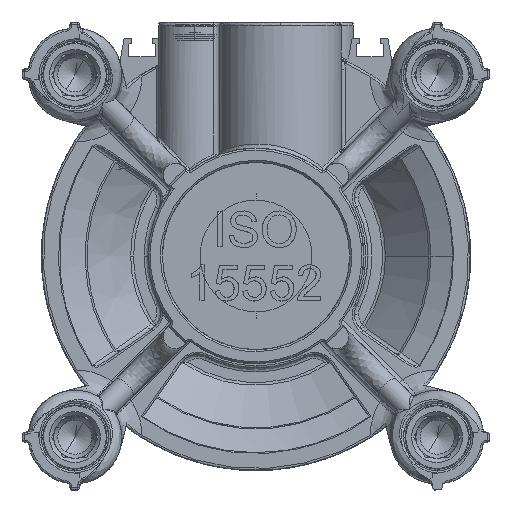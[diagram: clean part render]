
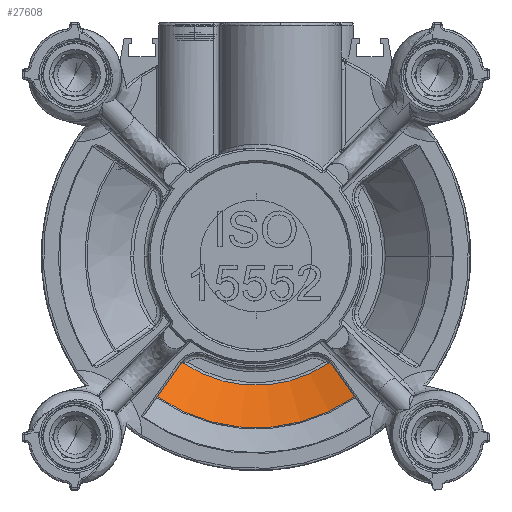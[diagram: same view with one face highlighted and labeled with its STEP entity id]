
A CAD part, front view. The second image highlights one B-rep face of the part: STEP entity #27608.
In plain terms, the highlighted conical face has half-angle 45 degrees and reference radius 42.207 mm.
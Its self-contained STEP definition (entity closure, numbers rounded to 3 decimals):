
#914 = CARTESIAN_POINT ( 'NONE',  ( -18.356, 46.387, -26.35 ) ) ;
#1234 = VERTEX_POINT ( 'NONE', #165116 ) ;
#3675 = DIRECTION ( 'NONE',  ( 0., 0., -1. ) ) ;
#6072 = DIRECTION ( 'NONE',  ( -0.406, -0.707, -0.579 ) ) ;
#6170 = CARTESIAN_POINT ( 'NONE',  ( 0., 46.707, 0. ) ) ;
#6744 = CARTESIAN_POINT ( 'NONE',  ( 18.356, 46.387, -26.35 ) ) ;
#7750 = CARTESIAN_POINT ( 'NONE',  ( -18.641, 46., -26.622 ) ) ;
#7816 = CARTESIAN_POINT ( 'NONE',  ( 18.641, 46., -26.622 ) ) ;
#8191 = AXIS2_PLACEMENT_3D ( 'NONE', #114224, #48757, #125194 ) ;
#10575 = LINE ( 'NONE', #124844, #24288 ) ;
#13905 = CARTESIAN_POINT ( 'NONE',  ( 17.986, 46.707, -26.216 ) ) ;
#16031 = ORIENTED_EDGE ( 'NONE', *, *, #118831, .F. ) ;
#16062 = CARTESIAN_POINT ( 'NONE',  ( -18.54, 46.176, -26.478 ) ) ;
#18180 = FACE_OUTER_BOUND ( 'NONE', #54102, .T. ) ;
#21948 = B_SPLINE_CURVE_WITH_KNOTS ( 'NONE', 3,
 ( #119353, #16062, #42867, #158878 ),
 .UNSPECIFIED., .F., .F.,
 ( 4, 4 ),
 ( 0., 1. ),
 .UNSPECIFIED. ) ;
#23125 = CARTESIAN_POINT ( 'NONE',  ( -18.107, 46.624, -26.234 ) ) ;
#24288 = VECTOR ( 'NONE', #150074, 1000. ) ;
#26498 = CARTESIAN_POINT ( 'NONE',  ( 18.122, 46.614, -26.236 ) ) ;
#27608 = ADVANCED_FACE ( 'NONE', ( #18180 ), #163668, .F. ) ;
#28395 = VERTEX_POINT ( 'NONE', #99969 ) ;
#29137 = CARTESIAN_POINT ( 'NONE',  ( -17.986, 46.707, -26.216 ) ) ;
#31449 = VERTEX_POINT ( 'NONE', #6744 ) ;
#31908 = CARTESIAN_POINT ( 'NONE',  ( 17.986, 46.707, -26.216 ) ) ;
#32153 = AXIS2_PLACEMENT_3D ( 'NONE', #66968, #43329, #78711 ) ;
#42425 = VECTOR ( 'NONE', #6072, 1000. ) ;
#42867 = CARTESIAN_POINT ( 'NONE',  ( -18.431, 46.305, -26.398 ) ) ;
#43329 = DIRECTION ( 'NONE',  ( 0., -1., 0. ) ) ;
#46172 = VERTEX_POINT ( 'NONE', #95787 ) ;
#46651 = CARTESIAN_POINT ( 'NONE',  ( -18.356, 46.387, -26.35 ) ) ;
#48757 = DIRECTION ( 'NONE',  ( 0., 1., 0. ) ) ;
#50735 = CARTESIAN_POINT ( 'NONE',  ( 18.641, 46., -26.622 ) ) ;
#53674 = ORIENTED_EDGE ( 'NONE', *, *, #89289, .T. ) ;
#54102 = EDGE_LOOP ( 'NONE', ( #78734, #142409, #57524, #53674, #143281, #16031, #159555, #62852 ) ) ;
#54157 = CIRCLE ( 'NONE', #148031, 31.793 ) ;
#57524 = ORIENTED_EDGE ( 'NONE', *, *, #97813, .F. ) ;
#61829 = CARTESIAN_POINT ( 'NONE',  ( -17.986, 46.707, -26.216 ) ) ;
#62557 = VERTEX_POINT ( 'NONE', #31908 ) ;
#62852 = ORIENTED_EDGE ( 'NONE', *, *, #73315, .T. ) ;
#66968 = CARTESIAN_POINT ( 'NONE',  ( 0., 36.293, 0. ) ) ;
#71691 = CARTESIAN_POINT ( 'NONE',  ( 18.431, 46.305, -26.398 ) ) ;
#73315 = EDGE_CURVE ( 'NONE', #31449, #62557, #144528, .T. ) ;
#75761 = EDGE_CURVE ( 'NONE', #1234, #28395, #118196, .T. ) ;
#78711 = DIRECTION ( 'NONE',  ( 1., 0., 0. ) ) ;
#78734 = ORIENTED_EDGE ( 'NONE', *, *, #134994, .F. ) ;
#84271 = CARTESIAN_POINT ( 'NONE',  ( 18.54, 46.176, -26.478 ) ) ;
#85842 = B_SPLINE_CURVE_WITH_KNOTS ( 'NONE', 3,
 ( #148948, #71691, #84271, #7816 ),
 .UNSPECIFIED., .F., .F.,
 ( 4, 4 ),
 ( 0., 1. ),
 .UNSPECIFIED. ) ;
#89289 = EDGE_CURVE ( 'NONE', #46172, #28395, #97606, .T. ) ;
#95787 = CARTESIAN_POINT ( 'NONE',  ( -18.641, 46., -26.622 ) ) ;
#97606 = LINE ( 'NONE', #7750, #42425 ) ;
#97813 = EDGE_CURVE ( 'NONE', #46172, #124122, #21948, .T. ) ;
#99257 = EDGE_CURVE ( 'NONE', #31449, #127414, #85842, .T. ) ;
#99969 = CARTESIAN_POINT ( 'NONE',  ( -24.209, 36.293, -34.574 ) ) ;
#112463 = VERTEX_POINT ( 'NONE', #29137 ) ;
#112550 = EDGE_CURVE ( 'NONE', #124122, #112463, #145517, .T. ) ;
#114224 = CARTESIAN_POINT ( 'NONE',  ( 0., 36.293, 0. ) ) ;
#114656 = CARTESIAN_POINT ( 'NONE',  ( 18.245, 46.507, -26.281 ) ) ;
#117138 = CARTESIAN_POINT ( 'NONE',  ( 18.356, 46.387, -26.35 ) ) ;
#118196 = CIRCLE ( 'NONE', #8191, 42.207 ) ;
#118798 = DIRECTION ( 'NONE',  ( 0., -1., 0. ) ) ;
#118831 = EDGE_CURVE ( 'NONE', #127414, #1234, #10575, .T. ) ;
#119353 = CARTESIAN_POINT ( 'NONE',  ( -18.641, 46., -26.622 ) ) ;
#124122 = VERTEX_POINT ( 'NONE', #914 ) ;
#124844 = CARTESIAN_POINT ( 'NONE',  ( 18.641, 46., -26.622 ) ) ;
#125194 = DIRECTION ( 'NONE',  ( 0., 0., -1. ) ) ;
#127414 = VERTEX_POINT ( 'NONE', #50735 ) ;
#134994 = EDGE_CURVE ( 'NONE', #112463, #62557, #54157, .T. ) ;
#142409 = ORIENTED_EDGE ( 'NONE', *, *, #112550, .F. ) ;
#143281 = ORIENTED_EDGE ( 'NONE', *, *, #75761, .F. ) ;
#144528 = B_SPLINE_CURVE_WITH_KNOTS ( 'NONE', 3,
 ( #117138, #114656, #26498, #13905 ),
 .UNSPECIFIED., .F., .F.,
 ( 4, 4 ),
 ( 0., 1. ),
 .UNSPECIFIED. ) ;
#145517 = B_SPLINE_CURVE_WITH_KNOTS ( 'NONE', 3,
 ( #46651, #164329, #23125, #61829 ),
 .UNSPECIFIED., .F., .F.,
 ( 4, 4 ),
 ( 0., 1. ),
 .UNSPECIFIED. ) ;
#148031 = AXIS2_PLACEMENT_3D ( 'NONE', #6170, #118798, #3675 ) ;
#148948 = CARTESIAN_POINT ( 'NONE',  ( 18.356, 46.387, -26.35 ) ) ;
#150074 = DIRECTION ( 'NONE',  ( 0.406, -0.707, -0.579 ) ) ;
#158878 = CARTESIAN_POINT ( 'NONE',  ( -18.356, 46.387, -26.35 ) ) ;
#159555 = ORIENTED_EDGE ( 'NONE', *, *, #99257, .F. ) ;
#163668 = CONICAL_SURFACE ( 'NONE', #32153, 42.207, 0.785 ) ;
#164329 = CARTESIAN_POINT ( 'NONE',  ( -18.236, 46.517, -26.275 ) ) ;
#165116 = CARTESIAN_POINT ( 'NONE',  ( 24.209, 36.293, -34.574 ) ) ;
